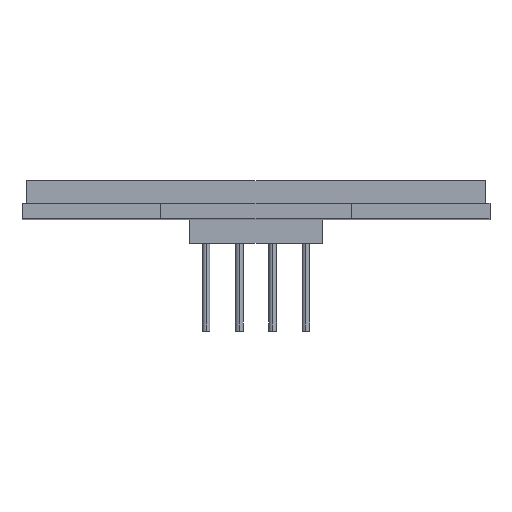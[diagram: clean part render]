
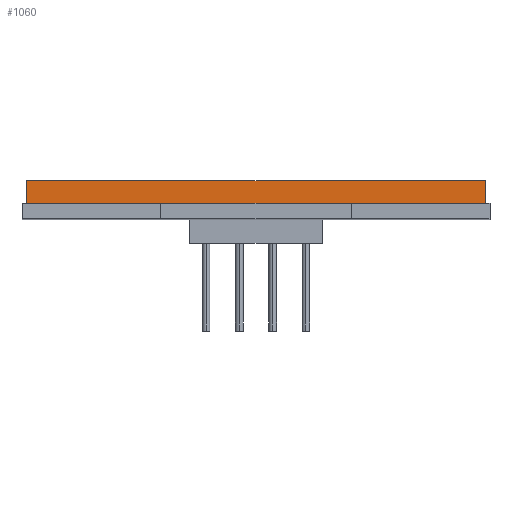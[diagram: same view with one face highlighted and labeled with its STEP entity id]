
A CAD part, top view. The second image highlights one B-rep face of the part: STEP entity #1060.
In plain terms, the highlighted planar face has unit normal (0, 0, 1).
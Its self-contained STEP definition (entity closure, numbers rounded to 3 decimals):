
#37 = DIRECTION ( 'NONE',  ( 1., 0., 0. ) ) ;
#47 = VERTEX_POINT ( 'NONE', #601 ) ;
#69 = ORIENTED_EDGE ( 'NONE', *, *, #1343, .F. ) ;
#73 = PLANE ( 'NONE',  #1417 ) ;
#81 = CARTESIAN_POINT ( 'NONE',  ( -17.5, 2.9, 12.4 ) ) ;
#95 = VECTOR ( 'NONE', #37, 1000. ) ;
#169 = CARTESIAN_POINT ( 'NONE',  ( 17.5, 2.9, 12.4 ) ) ;
#215 = DIRECTION ( 'NONE',  ( 0., -1., 0. ) ) ;
#231 = EDGE_CURVE ( 'NONE', #47, #1900, #1210, .T. ) ;
#304 = DIRECTION ( 'NONE',  ( 0., -1., 0. ) ) ;
#333 = VERTEX_POINT ( 'NONE', #1945 ) ;
#463 = CARTESIAN_POINT ( 'NONE',  ( -17.5, 2.9, 12.4 ) ) ;
#555 = CARTESIAN_POINT ( 'NONE',  ( -17.5, 1.2, 12.4 ) ) ;
#601 = CARTESIAN_POINT ( 'NONE',  ( -17.5, 1.2, 12.4 ) ) ;
#711 = VERTEX_POINT ( 'NONE', #730 ) ;
#730 = CARTESIAN_POINT ( 'NONE',  ( 17.5, 2.9, 12.4 ) ) ;
#831 = EDGE_CURVE ( 'NONE', #711, #1900, #1902, .T. ) ;
#921 = EDGE_LOOP ( 'NONE', ( #1470, #1113, #69, #2151 ) ) ;
#1060 = ADVANCED_FACE ( 'NONE', ( #1150 ), #73, .F. ) ;
#1113 = ORIENTED_EDGE ( 'NONE', *, *, #831, .F. ) ;
#1150 = FACE_OUTER_BOUND ( 'NONE', #921, .T. ) ;
#1151 = EDGE_CURVE ( 'NONE', #333, #47, #1679, .T. ) ;
#1210 = LINE ( 'NONE', #555, #1446 ) ;
#1310 = VECTOR ( 'NONE', #304, 1000. ) ;
#1343 = EDGE_CURVE ( 'NONE', #333, #711, #1761, .T. ) ;
#1417 = AXIS2_PLACEMENT_3D ( 'NONE', #81, #2180, #2004 ) ;
#1446 = VECTOR ( 'NONE', #1933, 1000. ) ;
#1470 = ORIENTED_EDGE ( 'NONE', *, *, #231, .T. ) ;
#1590 = CARTESIAN_POINT ( 'NONE',  ( -17.5, 2.9, 12.4 ) ) ;
#1679 = LINE ( 'NONE', #463, #1310 ) ;
#1761 = LINE ( 'NONE', #1590, #95 ) ;
#1900 = VERTEX_POINT ( 'NONE', #2183 ) ;
#1902 = LINE ( 'NONE', #169, #1957 ) ;
#1933 = DIRECTION ( 'NONE',  ( 1., 0., 0. ) ) ;
#1945 = CARTESIAN_POINT ( 'NONE',  ( -17.5, 2.9, 12.4 ) ) ;
#1957 = VECTOR ( 'NONE', #215, 1000. ) ;
#2004 = DIRECTION ( 'NONE',  ( -1., 0., 0. ) ) ;
#2151 = ORIENTED_EDGE ( 'NONE', *, *, #1151, .T. ) ;
#2180 = DIRECTION ( 'NONE',  ( 0., 0., -1. ) ) ;
#2183 = CARTESIAN_POINT ( 'NONE',  ( 17.5, 1.2, 12.4 ) ) ;
